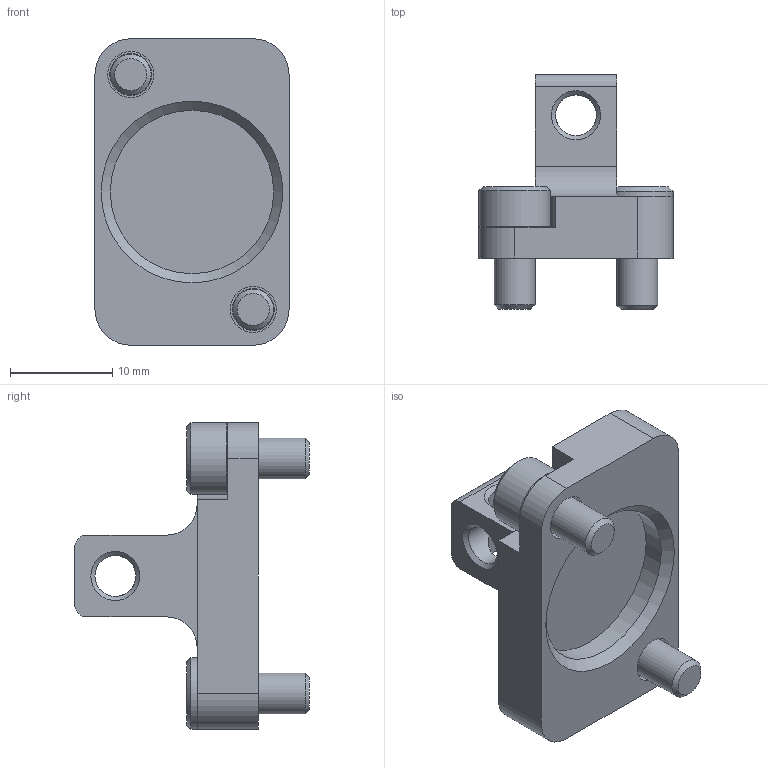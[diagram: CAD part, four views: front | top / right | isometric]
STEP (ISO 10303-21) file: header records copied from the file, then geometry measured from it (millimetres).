
FILE_DESCRIPTION(/* description */ ('STEP AP214'),/* implementation_level */ '2;1');
FILE_NAME(/* name */ '151927_SZSB-16',/* time_stamp */ '2024-09-15T15:20:30+02:00',/* author */ ('License CC BY-ND 4.0'),/* organization */ ('CADENAS'),/* preprocessor_version */ 'ST-DEVELOPER v19.3',/* originating_system */ 'PARTsolutions',/* authorisation */ ' ');
FILE_SCHEMA (('AUTOMOTIVE_DESIGN {1 0 10303 214 3 1 1}'));
Length unit declared in the file: millimetre
Products named in the file (3): 151927 SZSB-16; 151927 SZSB-16_G; DIN-912 - M4x8(F)
Assembly tree (3 placements, depth 2):
  151927 SZSB-16
    151927 SZSB-16_G
    DIN-912 - M4x8(F)  x2
Bounding box: 19 x 23 x 30 mm (x, y, z)
Volume: 3435.3 mm3; surface area: 2805.4 mm2
Topology: 3 solids, 3 shells, 96 faces, 212 edges, 124 vertices
Faces by surface type: plane 48, cone 27, cylinder 21
Full cylindrical faces by diameter (mm): 4 x6, 4.5 x2, 7 x2, 16 x1
Entity records: 1901 total; most frequent: DIRECTION 332, CARTESIAN_POINT 323, ORIENTED_EDGE 270, EDGE_CURVE 135, AXIS2_PLACEMENT_3D 131, FACE_BOUND 99, EDGE_LOOP 98, VERTEX_POINT 92
